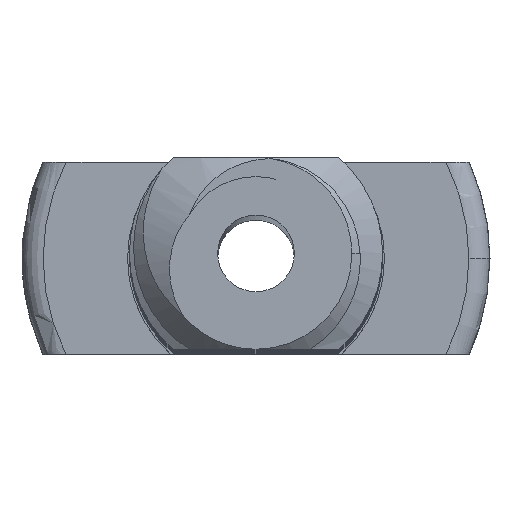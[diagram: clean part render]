
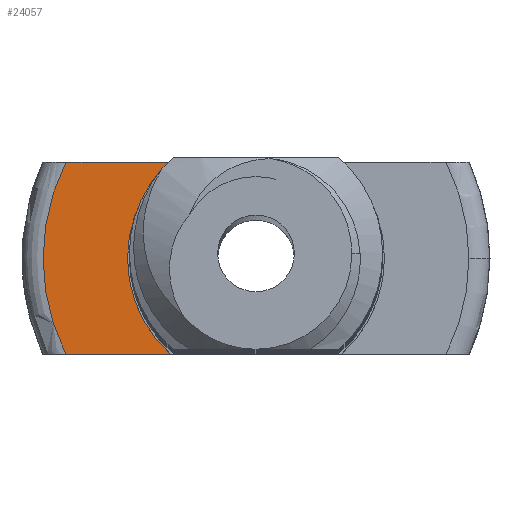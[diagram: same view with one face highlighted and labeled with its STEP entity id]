
A CAD part, top view. The second image highlights one B-rep face of the part: STEP entity #24057.
In plain terms, the highlighted planar face has unit normal (0, 0, 1).
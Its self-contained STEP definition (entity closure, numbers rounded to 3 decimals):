
#5354 = PLANE('',#5355);
#5355 = AXIS2_PLACEMENT_3D('',#5356,#5357,#5358);
#5356 = CARTESIAN_POINT('',(12.5,-2.5,85.687));
#5357 = DIRECTION('',(0.,1.,0.));
#5358 = DIRECTION('',(-1.,0.,0.));
#6143 = PLANE('',#6144);
#6144 = AXIS2_PLACEMENT_3D('',#6145,#6146,#6147);
#6145 = CARTESIAN_POINT('',(-12.5,2.5,85.687));
#6146 = DIRECTION('',(0.,-1.,0.));
#6147 = DIRECTION('',(1.,0.,0.));
#8567 = VERTEX_POINT('',#8568);
#8568 = CARTESIAN_POINT('',(-4.955,-2.5,0.));
#8620 = TOROIDAL_SURFACE('',#8621,5.55,0.55);
#8621 = AXIS2_PLACEMENT_3D('',#8622,#8623,#8624);
#8622 = CARTESIAN_POINT('',(0.,0.,-0.55));
#8623 = DIRECTION('',(0.,0.,1.));
#8624 = DIRECTION('',(1.,0.,0.));
#8651 = EDGE_CURVE('',#8652,#8567,#8654,.T.);
#8652 = VERTEX_POINT('',#8653);
#8653 = CARTESIAN_POINT('',(-2.23,-2.5,0.));
#8654 = SURFACE_CURVE('',#8655,(#8659,#8666),.PCURVE_S1.);
#8655 = LINE('',#8656,#8657);
#8656 = CARTESIAN_POINT('',(6.25,-2.5,0.));
#8657 = VECTOR('',#8658,1.);
#8658 = DIRECTION('',(-1.,0.,0.));
#8659 = PCURVE('',#5354,#8660);
#8660 = DEFINITIONAL_REPRESENTATION('',(#8661),#8665);
#8661 = LINE('',#8662,#8663);
#8662 = CARTESIAN_POINT('',(6.25,-85.687));
#8663 = VECTOR('',#8664,1.);
#8664 = DIRECTION('',(1.,0.));
#8665 = ( GEOMETRIC_REPRESENTATION_CONTEXT(2) 
PARAMETRIC_REPRESENTATION_CONTEXT() REPRESENTATION_CONTEXT('2D SPACE',''
  ) );
#8666 = PCURVE('',#8667,#8672);
#8667 = PLANE('',#8668);
#8668 = AXIS2_PLACEMENT_3D('',#8669,#8670,#8671);
#8669 = CARTESIAN_POINT('',(0.,0.,0.));
#8670 = DIRECTION('',(0.,0.,-1.));
#8671 = DIRECTION('',(1.,0.,0.));
#8672 = DEFINITIONAL_REPRESENTATION('',(#8673),#8677);
#8673 = LINE('',#8674,#8675);
#8674 = CARTESIAN_POINT('',(6.25,2.5));
#8675 = VECTOR('',#8676,1.);
#8676 = DIRECTION('',(-1.,0.));
#8677 = ( GEOMETRIC_REPRESENTATION_CONTEXT(2) 
PARAMETRIC_REPRESENTATION_CONTEXT() REPRESENTATION_CONTEXT('2D SPACE',''
  ) );
#8693 = CYLINDRICAL_SURFACE('',#8694,3.35);
#8694 = AXIS2_PLACEMENT_3D('',#8695,#8696,#8697);
#8695 = CARTESIAN_POINT('',(0.,0.,1.8));
#8696 = DIRECTION('',(0.,0.,-1.));
#8697 = DIRECTION('',(1.,0.,0.));
#21832 = VERTEX_POINT('',#21833);
#21833 = CARTESIAN_POINT('',(-2.23,2.5,0.));
#21854 = EDGE_CURVE('',#21855,#21832,#21857,.T.);
#21855 = VERTEX_POINT('',#21856);
#21856 = CARTESIAN_POINT('',(-4.955,2.5,0.));
#21857 = SURFACE_CURVE('',#21858,(#21862,#21869),.PCURVE_S1.);
#21858 = LINE('',#21859,#21860);
#21859 = CARTESIAN_POINT('',(-6.25,2.5,0.));
#21860 = VECTOR('',#21861,1.);
#21861 = DIRECTION('',(1.,0.,0.));
#21862 = PCURVE('',#6143,#21863);
#21863 = DEFINITIONAL_REPRESENTATION('',(#21864),#21868);
#21864 = LINE('',#21865,#21866);
#21865 = CARTESIAN_POINT('',(6.25,-85.687));
#21866 = VECTOR('',#21867,1.);
#21867 = DIRECTION('',(1.,0.));
#21868 = ( GEOMETRIC_REPRESENTATION_CONTEXT(2) 
PARAMETRIC_REPRESENTATION_CONTEXT() REPRESENTATION_CONTEXT('2D SPACE',''
  ) );
#21869 = PCURVE('',#8667,#21870);
#21870 = DEFINITIONAL_REPRESENTATION('',(#21871),#21875);
#21871 = LINE('',#21872,#21873);
#21872 = CARTESIAN_POINT('',(-6.25,-2.5));
#21873 = VECTOR('',#21874,1.);
#21874 = DIRECTION('',(1.,0.));
#21875 = ( GEOMETRIC_REPRESENTATION_CONTEXT(2) 
PARAMETRIC_REPRESENTATION_CONTEXT() REPRESENTATION_CONTEXT('2D SPACE',''
  ) );
#23589 = EDGE_CURVE('',#8652,#21832,#23590,.T.);
#23590 = SURFACE_CURVE('',#23591,(#23596,#23603),.PCURVE_S1.);
#23591 = CIRCLE('',#23592,3.35);
#23592 = AXIS2_PLACEMENT_3D('',#23593,#23594,#23595);
#23593 = CARTESIAN_POINT('',(0.,0.,0.));
#23594 = DIRECTION('',(0.,0.,-1.));
#23595 = DIRECTION('',(1.,0.,0.));
#23596 = PCURVE('',#8693,#23597);
#23597 = DEFINITIONAL_REPRESENTATION('',(#23598),#23602);
#23598 = LINE('',#23599,#23600);
#23599 = CARTESIAN_POINT('',(0.,1.8));
#23600 = VECTOR('',#23601,1.);
#23601 = DIRECTION('',(1.,0.));
#23602 = ( GEOMETRIC_REPRESENTATION_CONTEXT(2) 
PARAMETRIC_REPRESENTATION_CONTEXT() REPRESENTATION_CONTEXT('2D SPACE',''
  ) );
#23603 = PCURVE('',#8667,#23604);
#23604 = DEFINITIONAL_REPRESENTATION('',(#23605),#23609);
#23605 = CIRCLE('',#23606,3.35);
#23606 = AXIS2_PLACEMENT_2D('',#23607,#23608);
#23607 = CARTESIAN_POINT('',(0.,0.));
#23608 = DIRECTION('',(1.,0.));
#23609 = ( GEOMETRIC_REPRESENTATION_CONTEXT(2) 
PARAMETRIC_REPRESENTATION_CONTEXT() REPRESENTATION_CONTEXT('2D SPACE',''
  ) );
#24057 = ADVANCED_FACE('',(#24058),#8667,.F.);
#24058 = FACE_BOUND('',#24059,.T.);
#24059 = EDGE_LOOP('',(#24060,#24061,#24062,#24063));
#24060 = ORIENTED_EDGE('',*,*,#8651,.F.);
#24061 = ORIENTED_EDGE('',*,*,#23589,.T.);
#24062 = ORIENTED_EDGE('',*,*,#21854,.F.);
#24063 = ORIENTED_EDGE('',*,*,#24064,.F.);
#24064 = EDGE_CURVE('',#8567,#21855,#24065,.T.);
#24065 = SURFACE_CURVE('',#24066,(#24071,#24078),.PCURVE_S1.);
#24066 = CIRCLE('',#24067,5.55);
#24067 = AXIS2_PLACEMENT_3D('',#24068,#24069,#24070);
#24068 = CARTESIAN_POINT('',(0.,0.,0.));
#24069 = DIRECTION('',(0.,0.,-1.));
#24070 = DIRECTION('',(1.,0.,0.));
#24071 = PCURVE('',#8667,#24072);
#24072 = DEFINITIONAL_REPRESENTATION('',(#24073),#24077);
#24073 = CIRCLE('',#24074,5.55);
#24074 = AXIS2_PLACEMENT_2D('',#24075,#24076);
#24075 = CARTESIAN_POINT('',(0.,0.));
#24076 = DIRECTION('',(1.,0.));
#24077 = ( GEOMETRIC_REPRESENTATION_CONTEXT(2) 
PARAMETRIC_REPRESENTATION_CONTEXT() REPRESENTATION_CONTEXT('2D SPACE',''
  ) );
#24078 = PCURVE('',#8620,#24079);
#24079 = DEFINITIONAL_REPRESENTATION('',(#24080),#24084);
#24080 = LINE('',#24081,#24082);
#24081 = CARTESIAN_POINT('',(-0.,7.854));
#24082 = VECTOR('',#24083,1.);
#24083 = DIRECTION('',(-1.,0.));
#24084 = ( GEOMETRIC_REPRESENTATION_CONTEXT(2) 
PARAMETRIC_REPRESENTATION_CONTEXT() REPRESENTATION_CONTEXT('2D SPACE',''
  ) );
